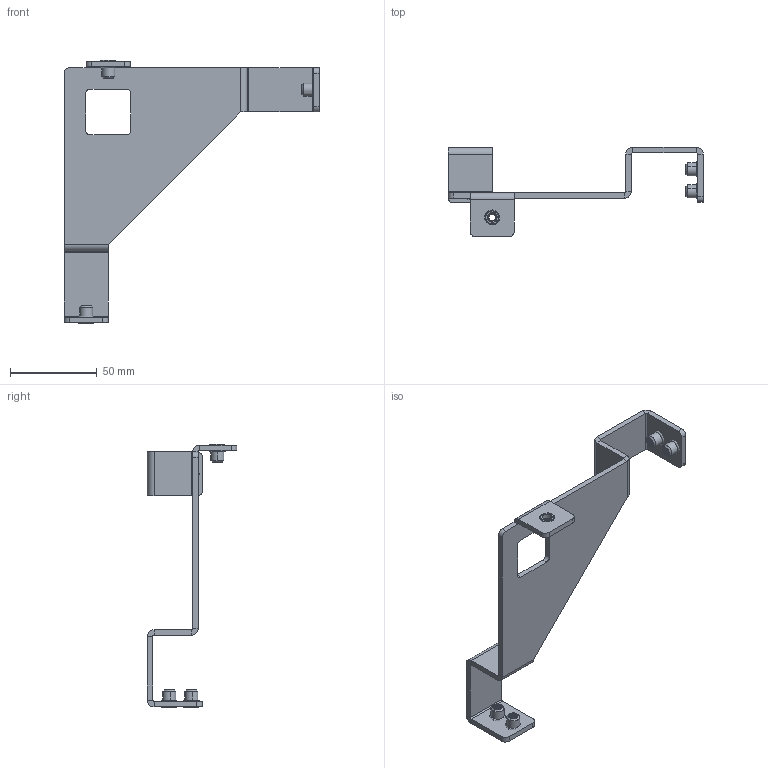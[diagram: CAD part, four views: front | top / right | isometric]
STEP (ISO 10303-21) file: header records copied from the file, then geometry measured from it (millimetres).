
FILE_DESCRIPTION (( 'STEP AP214' ), '1' );
FILE_NAME ('am-5410 Corner Mount Bracket With Rivnuts.STEP', '2024-08-29T17:38:05', ( '' ), ( '' ), 'SwSTEP 2.0', 'SolidWorks 2024', '' );
FILE_SCHEMA (( 'AUTOMOTIVE_DESIGN' ));
Length unit declared in the file: inch
Products named in the file (3): am-1454 10-32 Low Profile STEEL RIVET NUT 0125675_93483A661; ip-5410 Corner Mount Bracket; am-5410 Corner Mount Bracket With Rivnuts
Assembly tree (6 placements, depth 2):
  am-5410 Corner Mount Bracket With Rivnuts
    ip-5410 Corner Mount Bracket
    am-1454 10-32 Low Profile STEEL RIVET NUT 0125675_93483A661  x5
Bounding box: 147.27 x 51.54 x 151.66 mm (x, y, z)
Volume: 39799 mm3; surface area: 30136.5 mm2
Topology: 6 solids, 6 shells, 305 faces, 738 edges, 450 vertices
Faces by surface type: cylinder 160, plane 70, cone 50, bspline 15, torus 10
Entity records: 7990 total; most frequent: CARTESIAN_POINT 4868, DIRECTION 643, ORIENTED_EDGE 628, EDGE_CURVE 314, AXIS2_PLACEMENT_3D 236, VERTEX_POINT 186, LINE 171, VECTOR 171
